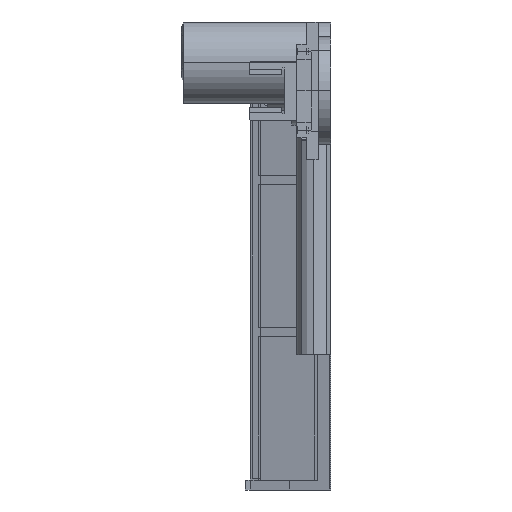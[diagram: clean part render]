
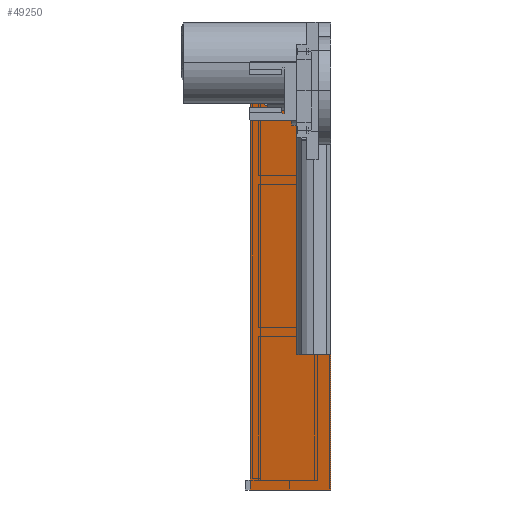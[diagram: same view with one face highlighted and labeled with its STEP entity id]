
A CAD part, left-side view. The second image highlights one B-rep face of the part: STEP entity #49250.
In plain terms, the highlighted planar face has unit normal (-0.966, 0.259, 0).
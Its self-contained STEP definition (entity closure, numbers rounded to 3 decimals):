
#47166=DIRECTION('',(-0.259,-0.966,0.));
#47167=VECTOR('',#47166,84.893);
#47168=CARTESIAN_POINT('',(-70.,82.,0.));
#47169=LINE('',#47168,#47167);
#47501=DIRECTION('',(-0.259,-0.966,0.));
#47502=VECTOR('',#47501,84.893);
#47503=CARTESIAN_POINT('',(-70.,82.,476.));
#47504=LINE('',#47503,#47502);
#47617=CARTESIAN_POINT('',(-70.,82.,466.));
#47618=CARTESIAN_POINT('',(-70.095,81.646,466.));
#47619=CARTESIAN_POINT('',(-70.32,80.805,
465.675));
#47620=CARTESIAN_POINT('',(-70.443,80.347,464.5));
#47621=CARTESIAN_POINT('',(-70.32,80.805,
463.325));
#47622=CARTESIAN_POINT('',(-70.095,81.646,463.));
#47623=CARTESIAN_POINT('',(-70.,82.,463.));
#47625=DIRECTION('',(0.,0.,1.));
#47626=VECTOR('',#47625,10.);
#47627=CARTESIAN_POINT('',(-70.,82.,466.));
#47628=LINE('',#47627,#47626);
#47629=DIRECTION('',(0.,0.,1.));
#47630=VECTOR('',#47629,10.);
#47631=CARTESIAN_POINT('',(-70.,82.,0.));
#47632=LINE('',#47631,#47630);
#47633=CARTESIAN_POINT('',(-70.,82.,13.));
#47634=CARTESIAN_POINT('',(-70.095,81.646,13.));
#47635=CARTESIAN_POINT('',(-70.32,80.805,
12.675));
#47636=CARTESIAN_POINT('',(-70.443,80.347,11.5));
#47637=CARTESIAN_POINT('',(-70.32,80.805,
10.325));
#47638=CARTESIAN_POINT('',(-70.095,81.646,10.));
#47639=CARTESIAN_POINT('',(-70.,82.,10.));
#47641=DIRECTION('',(0.,0.,1.));
#47642=VECTOR('',#47641,450.);
#47643=CARTESIAN_POINT('',(-70.,82.,13.));
#47644=LINE('',#47643,#47642);
#47649=DIRECTION('',(0.,0.,1.));
#47650=VECTOR('',#47649,476.);
#47651=CARTESIAN_POINT('',(-91.972,0.,0.));
#47652=LINE('',#47651,#47650);
#48356=CARTESIAN_POINT('',(-70.,82.,0.));
#48357=CARTESIAN_POINT('',(-91.972,0.,0.));
#48358=VERTEX_POINT('',#48356);
#48359=VERTEX_POINT('',#48357);
#48364=CARTESIAN_POINT('',(-70.,82.,476.));
#48365=CARTESIAN_POINT('',(-91.972,0.,476.));
#48366=VERTEX_POINT('',#48364);
#48367=VERTEX_POINT('',#48365);
#48528=VERTEX_POINT('',#47617);
#48529=VERTEX_POINT('',#47623);
#48530=VERTEX_POINT('',#47633);
#48531=VERTEX_POINT('',#47639);
#49233=CARTESIAN_POINT('',(-70.,82.,0.));
#49234=DIRECTION('',(-0.966,0.259,0.));
#49235=DIRECTION('',(-0.259,-0.966,0.));
#49236=AXIS2_PLACEMENT_3D('',#49233,#49234,#49235);
#49237=PLANE('',#49236);
#49238=ORIENTED_EDGE('',*,*,#49213,.F.);
#49239=ORIENTED_EDGE('',*,*,#49104,.T.);
#49240=ORIENTED_EDGE('',*,*,#49070,.T.);
#49242=ORIENTED_EDGE('',*,*,#49241,.F.);
#49243=ORIENTED_EDGE('',*,*,#48683,.F.);
#49244=ORIENTED_EDGE('',*,*,#49119,.T.);
#49246=ORIENTED_EDGE('',*,*,#49245,.F.);
#49247=ORIENTED_EDGE('',*,*,#49088,.T.);
#49248=EDGE_LOOP('',(#49238,#49239,#49240,#49242,#49243,#49244,#49246,#49247));
#49249=FACE_OUTER_BOUND('',#49248,.F.);
#47624=B_SPLINE_CURVE_WITH_KNOTS('',3,(#47617,#47618,#47619,#47620,#47621,
#47622,#47623),.UNSPECIFIED.,.F.,.F.,(4,1,1,1,4),(0.,0.25,0.5,0.75,
1.),.UNSPECIFIED.);
#47640=B_SPLINE_CURVE_WITH_KNOTS('',3,(#47633,#47634,#47635,#47636,#47637,
#47638,#47639),.UNSPECIFIED.,.F.,.F.,(4,1,1,1,4),(0.,0.25,0.5,0.75,
1.),.UNSPECIFIED.);
#48683=EDGE_CURVE('',#48358,#48359,#47169,.T.);
#49070=EDGE_CURVE('',#48366,#48367,#47504,.T.);
#49088=EDGE_CURVE('',#48530,#48529,#47644,.T.);
#49104=EDGE_CURVE('',#48528,#48366,#47628,.T.);
#49119=EDGE_CURVE('',#48358,#48531,#47632,.T.);
#49213=EDGE_CURVE('',#48528,#48529,#47624,.T.);
#49241=EDGE_CURVE('',#48359,#48367,#47652,.T.);
#49245=EDGE_CURVE('',#48530,#48531,#47640,.T.);
#49250=ADVANCED_FACE('',(#49249),#49237,.T.);
